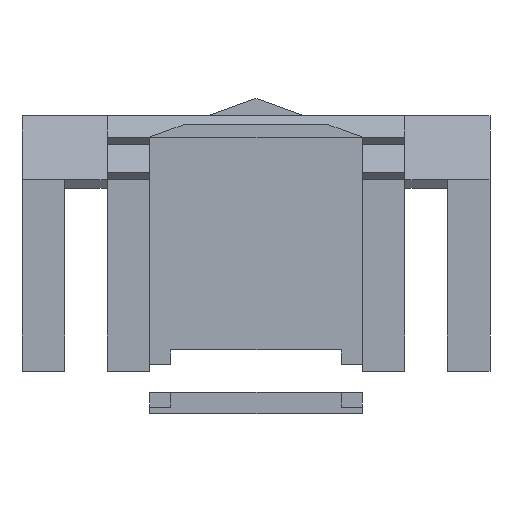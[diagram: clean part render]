
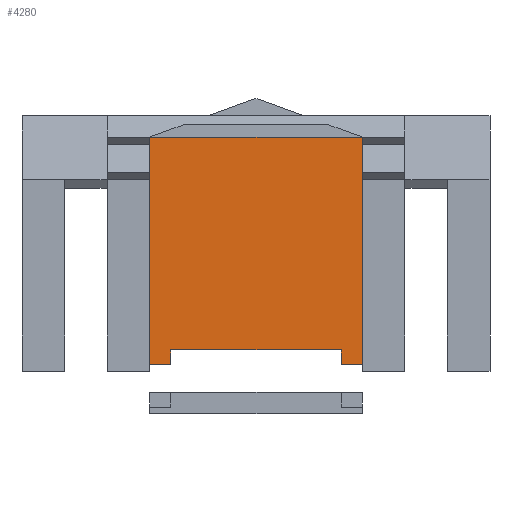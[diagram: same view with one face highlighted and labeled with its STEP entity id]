
A CAD part, left-side view. The second image highlights one B-rep face of the part: STEP entity #4280.
In plain terms, the highlighted planar face has unit normal (-1, 0, 0).
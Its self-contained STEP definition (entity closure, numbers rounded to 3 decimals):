
#92=FACE_OUTER_BOUND('',#314,.T.);
#314=EDGE_LOOP('',(#3130,#3131,#3132,#3133,#3134,#3135,#3136,#3137));
#693=LINE('',#6164,#1316);
#696=LINE('',#6170,#1319);
#697=LINE('',#6172,#1320);
#698=LINE('',#6174,#1321);
#699=LINE('',#6176,#1322);
#700=LINE('',#6178,#1323);
#701=LINE('',#6180,#1324);
#702=LINE('',#6181,#1325);
#1316=VECTOR('',#5009,0.762);
#1319=VECTOR('',#5014,0.762);
#1320=VECTOR('',#5015,0.762);
#1321=VECTOR('',#5016,0.762);
#1322=VECTOR('',#5017,0.762);
#1323=VECTOR('',#5018,0.762);
#1324=VECTOR('',#5019,0.762);
#1325=VECTOR('',#5020,0.762);
#1880=VERTEX_POINT('',#6161);
#1881=VERTEX_POINT('',#6163);
#1883=VERTEX_POINT('',#6169);
#1884=VERTEX_POINT('',#6171);
#1885=VERTEX_POINT('',#6173);
#1886=VERTEX_POINT('',#6175);
#1887=VERTEX_POINT('',#6177);
#1888=VERTEX_POINT('',#6179);
#2345=EDGE_CURVE('',#1880,#1881,#693,.T.);
#2348=EDGE_CURVE('',#1883,#1881,#696,.T.);
#2349=EDGE_CURVE('',#1884,#1880,#697,.T.);
#2350=EDGE_CURVE('',#1885,#1884,#698,.T.);
#2351=EDGE_CURVE('',#1886,#1885,#699,.T.);
#2352=EDGE_CURVE('',#1887,#1886,#700,.T.);
#2353=EDGE_CURVE('',#1888,#1887,#701,.T.);
#2354=EDGE_CURVE('',#1883,#1888,#702,.T.);
#3130=ORIENTED_EDGE('',*,*,#2348,.T.);
#3131=ORIENTED_EDGE('',*,*,#2345,.F.);
#3132=ORIENTED_EDGE('',*,*,#2349,.F.);
#3133=ORIENTED_EDGE('',*,*,#2350,.F.);
#3134=ORIENTED_EDGE('',*,*,#2351,.F.);
#3135=ORIENTED_EDGE('',*,*,#2352,.F.);
#3136=ORIENTED_EDGE('',*,*,#2353,.F.);
#3137=ORIENTED_EDGE('',*,*,#2354,.F.);
#4062=PLANE('',#4513);
#4280=ADVANCED_FACE('',(#92),#4062,.T.);
#4513=AXIS2_PLACEMENT_3D('',#6168,#5012,#5013);
#5009=DIRECTION('',(0.,1.,0.));
#5012=DIRECTION('center_axis',(-1.,0.,0.));
#5013=DIRECTION('ref_axis',(0.,1.,0.));
#5014=DIRECTION('',(0.,0.,-1.));
#5015=DIRECTION('',(0.,0.,-1.));
#5016=DIRECTION('',(0.,-1.,0.));
#5017=DIRECTION('',(0.,0.,1.));
#5018=DIRECTION('',(0.,1.,0.));
#5019=DIRECTION('',(0.,0.,-1.));
#5020=DIRECTION('',(0.,1.,0.));
#6161=CARTESIAN_POINT('',(19.139,-66.752,70.368));
#6163=CARTESIAN_POINT('',(19.139,-65.99,70.368));
#6164=CARTESIAN_POINT('',(19.139,-66.752,70.368));
#6168=CARTESIAN_POINT('Origin',(19.139,-66.752,70.902));
#6169=CARTESIAN_POINT('',(19.139,-65.99,70.902));
#6170=CARTESIAN_POINT('',(19.139,-65.99,70.902));
#6171=CARTESIAN_POINT('',(19.139,-66.752,78.525));
#6172=CARTESIAN_POINT('',(19.139,-66.752,70.902));
#6173=CARTESIAN_POINT('',(19.139,-59.129,78.525));
#6174=CARTESIAN_POINT('',(19.139,-66.752,78.525));
#6175=CARTESIAN_POINT('',(19.139,-59.129,70.368));
#6176=CARTESIAN_POINT('',(19.139,-59.129,70.902));
#6177=CARTESIAN_POINT('',(19.139,-59.892,70.368));
#6178=CARTESIAN_POINT('',(19.139,-59.129,70.368));
#6179=CARTESIAN_POINT('',(19.139,-59.892,70.902));
#6180=CARTESIAN_POINT('',(19.139,-59.892,70.902));
#6181=CARTESIAN_POINT('',(19.139,-66.752,70.902));
